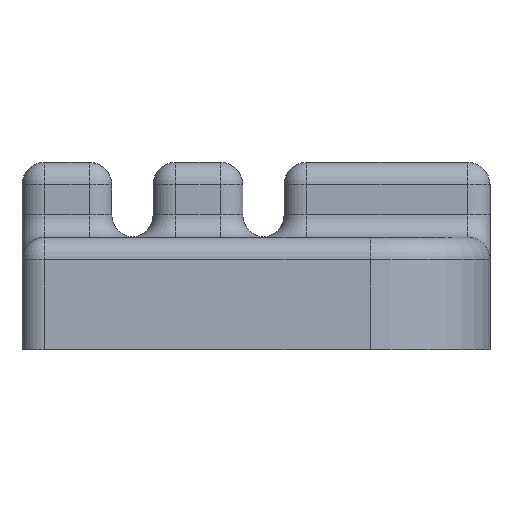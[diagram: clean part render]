
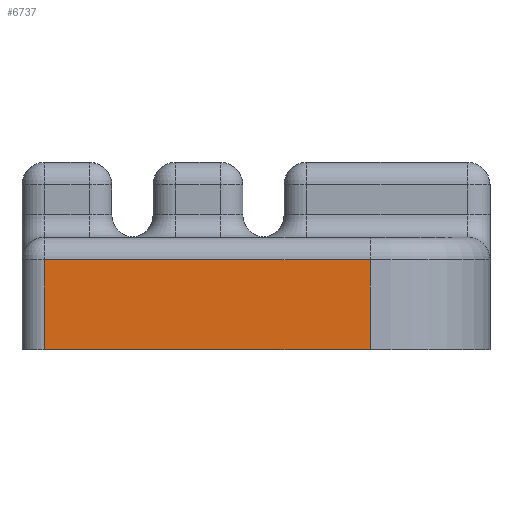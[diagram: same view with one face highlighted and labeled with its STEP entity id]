
A CAD part, left-side view. The second image highlights one B-rep face of the part: STEP entity #6737.
In plain terms, the highlighted planar face has unit normal (-1, 0, 0).
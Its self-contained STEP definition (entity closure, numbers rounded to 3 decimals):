
#59=CARTESIAN_POINT('',(-13.6,-14.4,-0.6));
#60=VERTEX_POINT('',#59);
#68=CARTESIAN_POINT('',(-13.6,-5.7,-0.6));
#69=VERTEX_POINT('',#68);
#70=CARTESIAN_POINT('',(-13.6,-14.4,-0.6));
#71=DIRECTION('',(0.,1.,0.));
#72=VECTOR('',#71,8.7);
#73=LINE('',#70,#72);
#74=EDGE_CURVE('',#60,#69,#73,.T.);
#6707=CARTESIAN_POINT('',(-13.6,-8.25,-7.5));
#6708=DIRECTION('',(1.,0.,0.));
#6709=DIRECTION('',(0.,0.,-1.));
#6710=AXIS2_PLACEMENT_3D('',#6707,#6708,#6709);
#6711=PLANE('',#6710);
#6712=CARTESIAN_POINT('',(-13.6,-14.4,1.8));
#6713=VERTEX_POINT('',#6712);
#6714=CARTESIAN_POINT('',(-13.6,-14.4,-0.6));
#6715=DIRECTION('',(0.,0.,1.));
#6716=VECTOR('',#6715,2.4);
#6717=LINE('',#6714,#6716);
#6718=EDGE_CURVE('',#60,#6713,#6717,.T.);
#6719=ORIENTED_EDGE('',*,*,#6718,.T.);
#6720=CARTESIAN_POINT('',(-13.6,-5.7,1.8));
#6721=VERTEX_POINT('',#6720);
#6722=CARTESIAN_POINT('',(-13.6,-14.4,1.8));
#6723=DIRECTION('',(0.,1.,0.));
#6724=VECTOR('',#6723,8.7);
#6725=LINE('',#6722,#6724);
#6726=EDGE_CURVE('',#6713,#6721,#6725,.T.);
#6727=ORIENTED_EDGE('',*,*,#6726,.T.);
#6728=CARTESIAN_POINT('',(-13.6,-5.7,1.8));
#6729=DIRECTION('',(-0.,-0.,-1.));
#6730=VECTOR('',#6729,2.4);
#6731=LINE('',#6728,#6730);
#6732=EDGE_CURVE('',#6721,#69,#6731,.T.);
#6733=ORIENTED_EDGE('',*,*,#6732,.T.);
#6734=ORIENTED_EDGE('',*,*,#74,.F.);
#6735=EDGE_LOOP('',(#6719,#6727,#6733,#6734));
#6736=FACE_BOUND('',#6735,.T.);
#6737=ADVANCED_FACE('',(#6736),#6711,.F.);
